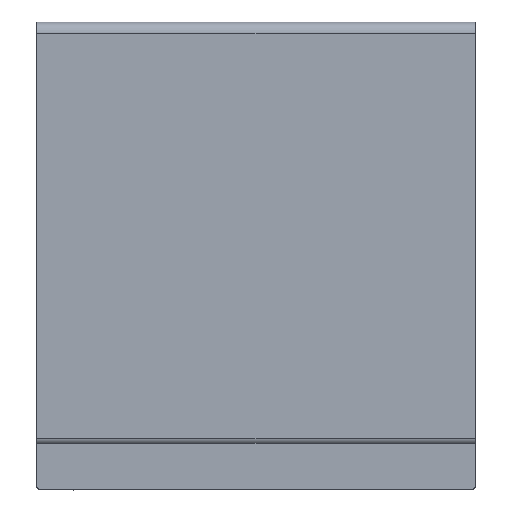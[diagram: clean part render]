
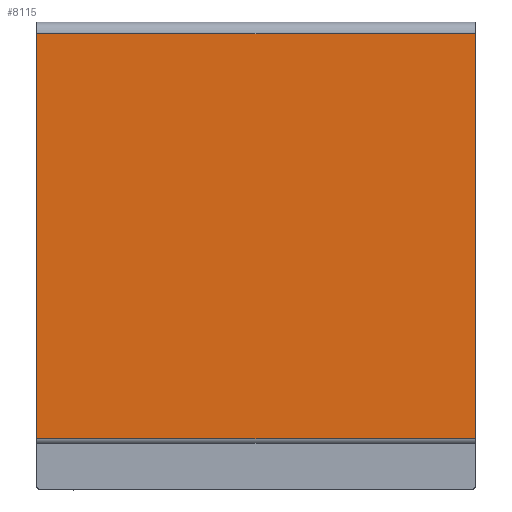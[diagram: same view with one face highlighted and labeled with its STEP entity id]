
A CAD part, front view. The second image highlights one B-rep face of the part: STEP entity #8115.
In plain terms, the highlighted planar face has unit normal (0, -1, 0).
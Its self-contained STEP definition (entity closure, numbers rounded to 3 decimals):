
#1949=DIRECTION('',(0.,0.,-1.));
#1950=VECTOR('',#1949,27.694);
#1951=CARTESIAN_POINT('',(-15.,0.,-0.8));
#1952=LINE('',#1951,#1950);
#4075=DIRECTION('',(1.,0.,0.));
#4076=VECTOR('',#4075,30.);
#4077=CARTESIAN_POINT('',(-15.,0.,-28.494));
#4078=LINE('',#4077,#4076);
#4083=DIRECTION('',(0.,0.,-1.));
#4084=VECTOR('',#4083,27.694);
#4085=CARTESIAN_POINT('',(15.,0.,-0.8));
#4086=LINE('',#4085,#4084);
#4091=DIRECTION('',(-1.,0.,0.));
#4092=VECTOR('',#4091,30.);
#4093=CARTESIAN_POINT('',(15.,0.,-0.8));
#4094=LINE('',#4093,#4092);
#4171=CARTESIAN_POINT('',(-15.,0.,-0.8));
#4172=VERTEX_POINT('',#4171);
#4173=CARTESIAN_POINT('',(-15.,0.,-28.494));
#4174=VERTEX_POINT('',#4173);
#4215=CARTESIAN_POINT('',(15.,0.,-28.494));
#4216=VERTEX_POINT('',#4215);
#4217=CARTESIAN_POINT('',(15.,0.,-0.8));
#4218=VERTEX_POINT('',#4217);
#8103=CARTESIAN_POINT('',(0.,0.,0.));
#8104=DIRECTION('',(0.,-1.,0.));
#8105=DIRECTION('',(-1.,0.,0.));
#8106=AXIS2_PLACEMENT_3D('',#8103,#8104,#8105);
#8107=PLANE('',#8106);
#8109=ORIENTED_EDGE('',*,*,#8108,.F.);
#8110=ORIENTED_EDGE('',*,*,#4904,.T.);
#8111=ORIENTED_EDGE('',*,*,#8096,.F.);
#8112=ORIENTED_EDGE('',*,*,#4809,.F.);
#8113=EDGE_LOOP('',(#8109,#8110,#8111,#8112));
#8114=FACE_OUTER_BOUND('',#8113,.F.);
#8115=ADVANCED_FACE('',(#8114),#8107,.T.);
#4809=EDGE_CURVE('',#4172,#4174,#1952,.T.);
#4904=EDGE_CURVE('',#4218,#4216,#4086,.T.);
#8096=EDGE_CURVE('',#4174,#4216,#4078,.T.);
#8108=EDGE_CURVE('',#4218,#4172,#4094,.T.);
